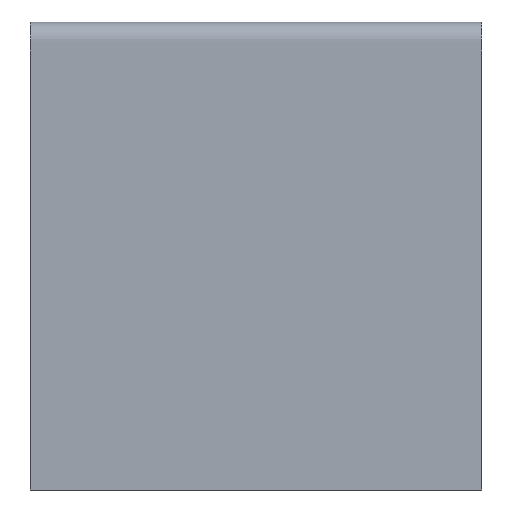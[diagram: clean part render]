
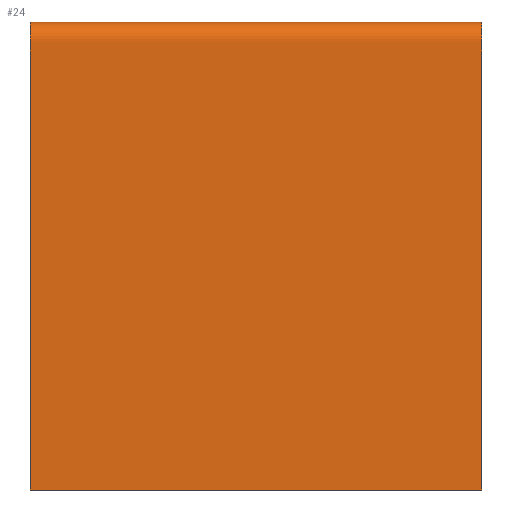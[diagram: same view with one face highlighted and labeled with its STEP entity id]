
A CAD part, left-side view. The second image highlights one B-rep face of the part: STEP entity #24.
In plain terms, the highlighted free-form (B-spline) face has degree [2, 1] with [7, 2] control points.
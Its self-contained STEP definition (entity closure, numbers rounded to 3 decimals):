
#24=ADVANCED_FACE($,(#42),#233,.T.);
#42=FACE_OUTER_BOUND($,#60,.T.);
#60=EDGE_LOOP($,(#94,#95,#96,#97));
#94=ORIENTED_EDGE($,*,*,#173,.T.);
#95=ORIENTED_EDGE($,*,*,#170,.T.);
#96=ORIENTED_EDGE($,*,*,#172,.F.);
#97=ORIENTED_EDGE($,*,*,#167,.F.);
#167=EDGE_CURVE($,#208,#207,#251,.T.);
#170=EDGE_CURVE($,#211,#210,#253,.T.);
#172=EDGE_CURVE($,#207,#210,#268,.T.);
#173=EDGE_CURVE($,#208,#211,#269,.T.);
#207=VERTEX_POINT($,#489);
#208=VERTEX_POINT($,#490);
#210=VERTEX_POINT($,#492);
#211=VERTEX_POINT($,#493);
#233=(
BOUNDED_SURFACE()
B_SPLINE_SURFACE(2,1,((#471,#472),(#473,#474),(#475,#476),(#477,#478),(#479,
#480),(#481,#482),(#483,#484)),.UNSPECIFIED.,.F.,.F.,.F.)
B_SPLINE_SURFACE_WITH_KNOTS((3,2,2,3),(2,2),(-4239.248,-3544.248,
-3497.124,-2127.124),(0.,600.),.UNSPECIFIED.)
GEOMETRIC_REPRESENTATION_ITEM()
RATIONAL_B_SPLINE_SURFACE(((1.,1.),(1.,1.),(1.,1.),(0.707,0.707),
(1.,1.),(1.,1.),(1.,1.)))
REPRESENTATION_ITEM($)
SURFACE()
);
#251=(
BOUNDED_CURVE()
B_SPLINE_CURVE(2,(#425,#426,#427,#428,#429,#430,#431),.UNSPECIFIED.,.F.,
.F.)
B_SPLINE_CURVE_WITH_KNOTS((3,2,2,3),(2127.124,3497.124,3544.248,
4239.248),.UNSPECIFIED.)
CURVE()
GEOMETRIC_REPRESENTATION_ITEM()
RATIONAL_B_SPLINE_CURVE((1.,1.,1.,0.707,1.,1.,1.))
REPRESENTATION_ITEM($)
);
#253=(
BOUNDED_CURVE()
B_SPLINE_CURVE(2,(#441,#442,#443,#444,#445,#446,#447),.UNSPECIFIED.,.F.,
.F.)
B_SPLINE_CURVE_WITH_KNOTS((3,2,2,3),(2127.124,3497.124,3544.248,
4239.248),.UNSPECIFIED.)
CURVE()
GEOMETRIC_REPRESENTATION_ITEM()
RATIONAL_B_SPLINE_CURVE((1.,1.,1.,0.707,1.,1.,1.))
REPRESENTATION_ITEM($)
);
#268=B_SPLINE_CURVE_WITH_KNOTS($,1,(#450,#451),.UNSPECIFIED.,.F.,.F.,(2,
2),(0.,600.),.UNSPECIFIED.);
#269=B_SPLINE_CURVE_WITH_KNOTS($,1,(#452,#453),.UNSPECIFIED.,.F.,.F.,(2,
2),(0.,600.),.UNSPECIFIED.);
#425=CARTESIAN_POINT($,(1400.,0.,725.));
#426=CARTESIAN_POINT($,(715.,0.,725.));
#427=CARTESIAN_POINT($,(30.,0.,725.));
#428=CARTESIAN_POINT($,(0.,0.,725.));
#429=CARTESIAN_POINT($,(0.,0.,695.));
#430=CARTESIAN_POINT($,(0.,0.,347.5));
#431=CARTESIAN_POINT($,(0.,0.,0.));
#441=CARTESIAN_POINT($,(1400.,700.,725.));
#442=CARTESIAN_POINT($,(715.,700.,725.));
#443=CARTESIAN_POINT($,(30.,700.,725.));
#444=CARTESIAN_POINT($,(0.,700.,725.));
#445=CARTESIAN_POINT($,(0.,700.,695.));
#446=CARTESIAN_POINT($,(0.,700.,347.5));
#447=CARTESIAN_POINT($,(0.,700.,0.));
#450=CARTESIAN_POINT($,(0.,0.,0.));
#451=CARTESIAN_POINT($,(0.,700.,0.));
#452=CARTESIAN_POINT($,(1400.,0.,725.));
#453=CARTESIAN_POINT($,(1400.,700.,725.));
#471=CARTESIAN_POINT($,(0.,0.,0.));
#472=CARTESIAN_POINT($,(0.,700.,0.));
#473=CARTESIAN_POINT($,(0.,0.,347.5));
#474=CARTESIAN_POINT($,(0.,700.,347.5));
#475=CARTESIAN_POINT($,(0.,0.,695.));
#476=CARTESIAN_POINT($,(0.,700.,695.));
#477=CARTESIAN_POINT($,(0.,0.,725.));
#478=CARTESIAN_POINT($,(0.,700.,725.));
#479=CARTESIAN_POINT($,(30.,0.,725.));
#480=CARTESIAN_POINT($,(30.,700.,725.));
#481=CARTESIAN_POINT($,(715.,0.,725.));
#482=CARTESIAN_POINT($,(715.,700.,725.));
#483=CARTESIAN_POINT($,(1400.,0.,725.));
#484=CARTESIAN_POINT($,(1400.,700.,725.));
#489=CARTESIAN_POINT($,(0.,0.,0.));
#490=CARTESIAN_POINT($,(1400.,0.,725.));
#492=CARTESIAN_POINT($,(0.,700.,0.));
#493=CARTESIAN_POINT($,(1400.,700.,725.));
